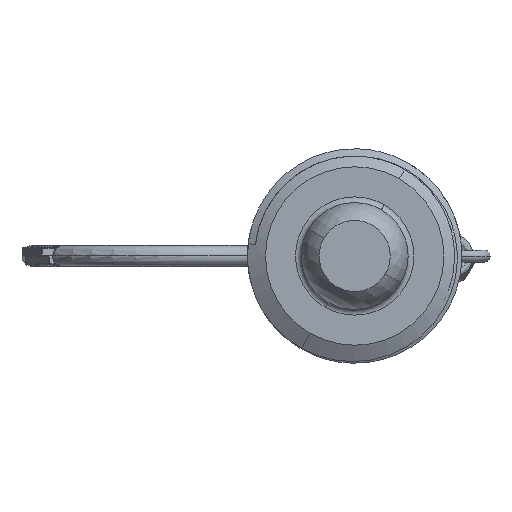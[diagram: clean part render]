
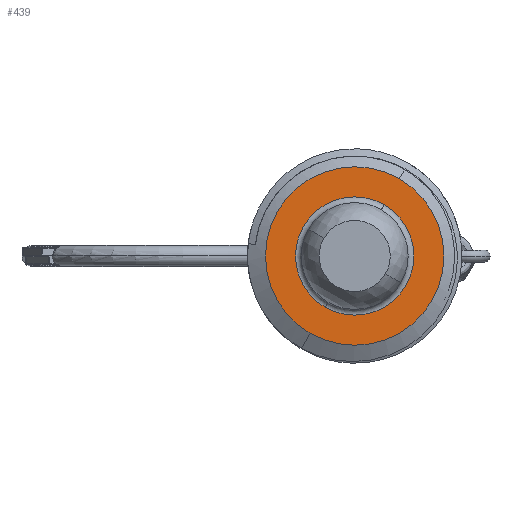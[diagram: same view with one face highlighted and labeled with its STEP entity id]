
A CAD part, left-side view. The second image highlights one B-rep face of the part: STEP entity #439.
In plain terms, the highlighted face is planar.
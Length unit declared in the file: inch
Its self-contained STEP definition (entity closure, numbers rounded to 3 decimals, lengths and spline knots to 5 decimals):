
#11 = VERTEX_POINT ( 'NONE', #4233 ) ;
#21 = ORIENTED_EDGE ( 'NONE', *, *, #5748, .T. ) ;
#52 = CIRCLE ( 'NONE', #1608, 0.465 ) ;
#265 = DIRECTION ( 'NONE',  ( 0., 1., 0. ) ) ;
#439 = ADVANCED_FACE ( 'NONE', ( #4893, #6686 ), #4144, .T. ) ;
#832 = EDGE_LOOP ( 'NONE', ( #5597, #6980 ) ) ;
#970 = CARTESIAN_POINT ( 'NONE',  ( 0., -0.85, 0. ) ) ;
#1045 = VERTEX_POINT ( 'NONE', #1215 ) ;
#1160 = CARTESIAN_POINT ( 'NONE',  ( -0.465, -0.85, 0. ) ) ;
#1215 = CARTESIAN_POINT ( 'NONE',  ( 0., -0.85, -0.30823 ) ) ;
#1608 = AXIS2_PLACEMENT_3D ( 'NONE', #970, #8559, #9221 ) ;
#1785 = EDGE_LOOP ( 'NONE', ( #2042, #21 ) ) ;
#1934 = DIRECTION ( 'NONE',  ( 0., 1., 0. ) ) ;
#2042 = ORIENTED_EDGE ( 'NONE', *, *, #7741, .T. ) ;
#2121 = DIRECTION ( 'NONE',  ( 0., 0., 1. ) ) ;
#2618 = DIRECTION ( 'NONE',  ( 0., 0., 1. ) ) ;
#2693 = CARTESIAN_POINT ( 'NONE',  ( 0., -0.85, 0. ) ) ;
#2722 = VERTEX_POINT ( 'NONE', #4825 ) ;
#2802 = AXIS2_PLACEMENT_3D ( 'NONE', #8160, #7511, #2121 ) ;
#3479 = CIRCLE ( 'NONE', #6429, 0.30823 ) ;
#3577 = EDGE_CURVE ( 'NONE', #2722, #11, #52, .T. ) ;
#4088 = EDGE_CURVE ( 'NONE', #11, #2722, #7257, .T. ) ;
#4113 = DIRECTION ( 'NONE',  ( 0., 0., 1. ) ) ;
#4144 = PLANE ( 'NONE',  #6507 ) ;
#4233 = CARTESIAN_POINT ( 'NONE',  ( 0., -0.85, 0.465 ) ) ;
#4825 = CARTESIAN_POINT ( 'NONE',  ( 0., -0.85, -0.465 ) ) ;
#4891 = CARTESIAN_POINT ( 'NONE',  ( 0., -0.85, 0.30823 ) ) ;
#4893 = FACE_BOUND ( 'NONE', #1785, .T. ) ;
#5108 = VERTEX_POINT ( 'NONE', #4891 ) ;
#5597 = ORIENTED_EDGE ( 'NONE', *, *, #4088, .F. ) ;
#5680 = DIRECTION ( 'NONE',  ( 0., 0., -1. ) ) ;
#5748 = EDGE_CURVE ( 'NONE', #1045, #5108, #3479, .T. ) ;
#6373 = CARTESIAN_POINT ( 'NONE',  ( 0., -0.85, 0. ) ) ;
#6412 = DIRECTION ( 'NONE',  ( 0., -1., 0. ) ) ;
#6429 = AXIS2_PLACEMENT_3D ( 'NONE', #6373, #265, #2618 ) ;
#6507 = AXIS2_PLACEMENT_3D ( 'NONE', #1160, #6412, #5680 ) ;
#6686 = FACE_OUTER_BOUND ( 'NONE', #832, .T. ) ;
#6799 = AXIS2_PLACEMENT_3D ( 'NONE', #2693, #1934, #4113 ) ;
#6980 = ORIENTED_EDGE ( 'NONE', *, *, #3577, .F. ) ;
#7257 = CIRCLE ( 'NONE', #2802, 0.465 ) ;
#7511 = DIRECTION ( 'NONE',  ( 0., 1., 0. ) ) ;
#7561 = CIRCLE ( 'NONE', #6799, 0.30823 ) ;
#7741 = EDGE_CURVE ( 'NONE', #5108, #1045, #7561, .T. ) ;
#8160 = CARTESIAN_POINT ( 'NONE',  ( 0., -0.85, 0. ) ) ;
#8559 = DIRECTION ( 'NONE',  ( 0., 1., 0. ) ) ;
#9221 = DIRECTION ( 'NONE',  ( 0., 0., 1. ) ) ;
